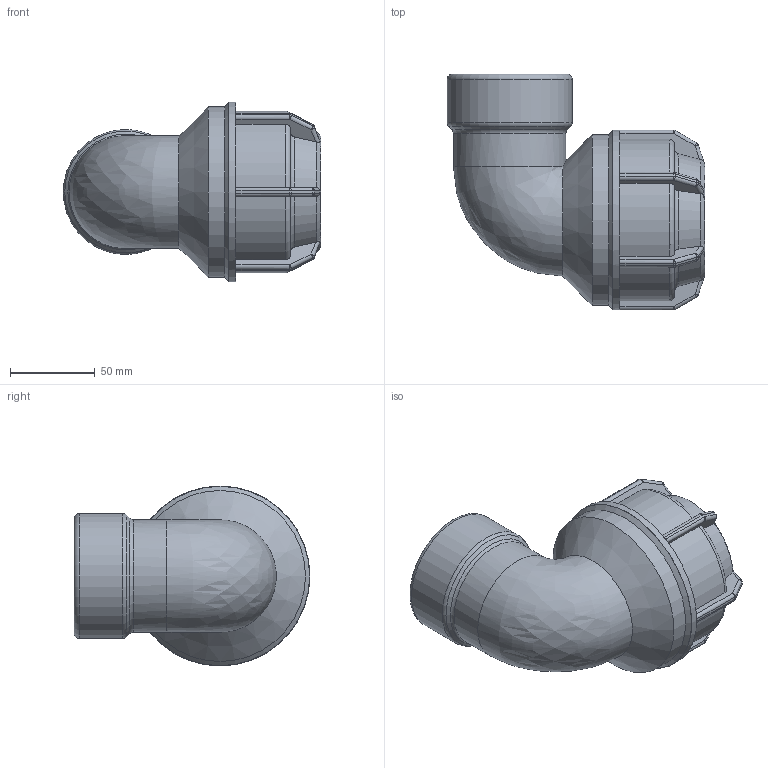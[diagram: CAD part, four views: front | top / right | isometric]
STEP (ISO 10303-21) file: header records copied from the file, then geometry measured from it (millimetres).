
FILE_DESCRIPTION(/* description */ ('L.14 90° ELBOW FEMALE ADAPTOR (SILVER) 63-2"'),/* implementation_level */ '2;1');
FILE_NAME(/* name */ '141500063020.ipt.stp',/* time_stamp */ '2018-04-09T13:04:58+03:00',/* author */ ('KIM'),/* organization */ (''),/* preprocessor_version */ 'ST-DEVELOPER v15.6',/* originating_system */ 'Autodesk Inventor 2015',/* authorisation */ '');
FILE_SCHEMA (('AUTOMOTIVE_DESIGN { 1 0 10303 214 3 1 1 }'));
Length unit declared in the file: millimetre
Products named in the file (1): 141500063020
Bounding box: 151.83 x 139 x 106 mm (x, y, z)
Volume: 483111.9 mm3; surface area: 92671 mm2
Topology: 1 solids, 1 shells, 217 faces, 515 edges, 295 vertices
Faces by surface type: plane 100, cylinder 64, sphere 24, torus 18, cone 10, bspline 1
Full cylindrical faces by diameter (mm): 45.325 x2, 56.656 x1, 63 x2, 66.288 x1, 73.653 x1, 100.8 x1, 106 x1
Entity records: 6217 total; most frequent: CARTESIAN_POINT 1594, DIRECTION 973, ORIENTED_EDGE 936, EDGE_CURVE 468, AXIS2_PLACEMENT_3D 395, VERTEX_POINT 279, EDGE_LOOP 239, FACE_OUTER_BOUND 214
